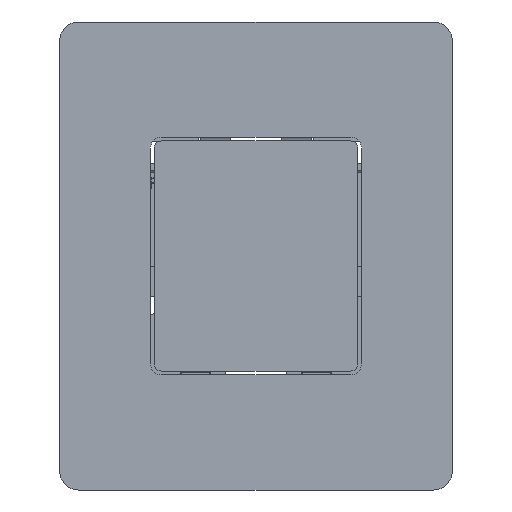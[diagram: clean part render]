
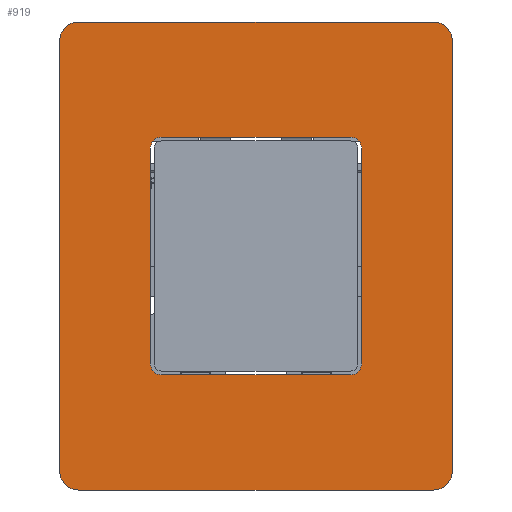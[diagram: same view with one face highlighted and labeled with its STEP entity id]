
A CAD part, front view. The second image highlights one B-rep face of the part: STEP entity #919.
In plain terms, the highlighted planar face has unit normal (0, -1, 0).
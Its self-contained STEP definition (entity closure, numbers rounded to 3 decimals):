
#460=CARTESIAN_POINT('',(47.,-2.,57.));
#461=DIRECTION('',(0.,-1.,0.));
#462=DIRECTION('',(1.,0.,0.));
#463=AXIS2_PLACEMENT_3D('',#460,#461,#462);
#468=DIRECTION('',(0.,0.,1.));
#469=VECTOR('',#468,114.);
#470=CARTESIAN_POINT('',(52.,-2.,-57.));
#471=LINE('5033',#470,#469);
#475=CARTESIAN_POINT('',(47.,-2.,-57.));
#476=DIRECTION('',(0.,-1.,0.));
#477=DIRECTION('',(0.,0.,-1.));
#478=AXIS2_PLACEMENT_3D('',#475,#476,#477);
#483=DIRECTION('',(1.,0.,0.));
#484=VECTOR('',#483,94.);
#485=CARTESIAN_POINT('',(-47.,-2.,-62.));
#486=LINE('5032',#485,#484);
#490=CARTESIAN_POINT('',(-47.,-2.,-57.));
#491=DIRECTION('',(0.,-1.,0.));
#492=DIRECTION('',(-1.,0.,0.));
#493=AXIS2_PLACEMENT_3D('',#490,#491,#492);
#498=DIRECTION('',(0.,0.,-1.));
#499=VECTOR('',#498,114.);
#500=CARTESIAN_POINT('',(-52.,-2.,57.));
#501=LINE('5031',#500,#499);
#505=CARTESIAN_POINT('',(-47.,-2.,57.));
#506=DIRECTION('',(0.,-1.,0.));
#507=DIRECTION('',(0.,0.,1.));
#508=AXIS2_PLACEMENT_3D('',#505,#506,#507);
#513=DIRECTION('',(-1.,0.,0.));
#514=VECTOR('',#513,94.);
#515=CARTESIAN_POINT('',(47.,-2.,62.));
#516=LINE('5034',#515,#514);
#520=DIRECTION('',(1.,0.,0.));
#521=VECTOR('',#520,50.);
#522=CARTESIAN_POINT('',(-25.,-2.,31.5));
#523=LINE('5190',#522,#521);
#527=DIRECTION('',(0.,0.,1.));
#528=VECTOR('',#527,57.);
#529=CARTESIAN_POINT('',(-28.,-2.,-28.5));
#530=LINE('5193',#529,#528);
#534=DIRECTION('',(-1.,0.,0.));
#535=VECTOR('',#534,50.);
#536=CARTESIAN_POINT('',(25.,-2.,-31.5));
#537=LINE('5192',#536,#535);
#541=DIRECTION('',(0.,0.,-1.));
#542=VECTOR('',#541,57.);
#543=CARTESIAN_POINT('',(28.,-2.,28.5));
#544=LINE('5191',#543,#542);
#570=CARTESIAN_POINT('',(25.,-2.,28.5));
#571=DIRECTION('',(0.,1.,0.));
#572=DIRECTION('',(0.,0.,1.));
#573=AXIS2_PLACEMENT_3D('',#570,#571,#572);
#600=CARTESIAN_POINT('',(25.,-2.,-28.5));
#601=DIRECTION('',(0.,1.,0.));
#602=DIRECTION('',(1.,0.,0.));
#603=AXIS2_PLACEMENT_3D('',#600,#601,#602);
#630=CARTESIAN_POINT('',(-25.,-2.,-28.5));
#631=DIRECTION('',(0.,1.,0.));
#632=DIRECTION('',(0.,0.,-1.));
#633=AXIS2_PLACEMENT_3D('',#630,#631,#632);
#660=CARTESIAN_POINT('',(-25.,-2.,28.5));
#661=DIRECTION('',(0.,1.,0.));
#662=DIRECTION('',(-1.,0.,0.));
#663=AXIS2_PLACEMENT_3D('',#660,#661,#662);
#672=CARTESIAN_POINT('',(52.,-2.,57.));
#673=VERTEX_POINT('',#672);
#674=CARTESIAN_POINT('',(47.,-2.,62.));
#675=VERTEX_POINT('',#674);
#680=CARTESIAN_POINT('',(-47.,-2.,62.));
#681=VERTEX_POINT('',#680);
#682=CARTESIAN_POINT('',(-52.,-2.,57.));
#683=VERTEX_POINT('',#682);
#688=CARTESIAN_POINT('',(47.,-2.,-62.));
#689=VERTEX_POINT('',#688);
#690=CARTESIAN_POINT('',(52.,-2.,-57.));
#691=VERTEX_POINT('',#690);
#696=CARTESIAN_POINT('',(-52.,-2.,-57.));
#697=VERTEX_POINT('',#696);
#698=CARTESIAN_POINT('',(-47.,-2.,-62.));
#699=VERTEX_POINT('',#698);
#701=CARTESIAN_POINT('',(28.,-2.,28.5));
#703=VERTEX_POINT('',#701);
#705=CARTESIAN_POINT('',(25.,-2.,31.5));
#707=VERTEX_POINT('',#705);
#709=CARTESIAN_POINT('',(-25.,-2.,31.5));
#711=VERTEX_POINT('',#709);
#713=CARTESIAN_POINT('',(-28.,-2.,28.5));
#715=VERTEX_POINT('',#713);
#717=CARTESIAN_POINT('',(-28.,-2.,-28.5));
#719=VERTEX_POINT('',#717);
#721=CARTESIAN_POINT('',(-25.,-2.,-31.5));
#723=VERTEX_POINT('',#721);
#725=CARTESIAN_POINT('',(25.,-2.,-31.5));
#727=VERTEX_POINT('',#725);
#729=CARTESIAN_POINT('',(28.,-2.,-28.5));
#731=VERTEX_POINT('',#729);
#886=CARTESIAN_POINT('',(0.,-2.,0.));
#887=DIRECTION('',(0.,-1.,0.));
#888=DIRECTION('',(1.,0.,0.));
#889=AXIS2_PLACEMENT_3D('',#886,#887,#888);
#890=PLANE('4887',#889);
#891=ORIENTED_EDGE('5013',*,*,#782,.F.);
#892=ORIENTED_EDGE('5033',*,*,#798,.F.);
#893=ORIENTED_EDGE('5021',*,*,#811,.F.);
#894=ORIENTED_EDGE('5032',*,*,#826,.F.);
#895=ORIENTED_EDGE('5025',*,*,#839,.F.);
#896=ORIENTED_EDGE('5031',*,*,#852,.F.);
#897=ORIENTED_EDGE('5017',*,*,#867,.F.);
#898=ORIENTED_EDGE('5034',*,*,#879,.F.);
#899=EDGE_LOOP('4887',(#891,#892,#893,#894,#895,#896,#897,#898));
#900=FACE_OUTER_BOUND('4887',#899,.F.);
#902=ORIENTED_EDGE('5190',*,*,#901,.F.);
#904=ORIENTED_EDGE('5197',*,*,#903,.F.);
#906=ORIENTED_EDGE('5193',*,*,#905,.F.);
#908=ORIENTED_EDGE('5199',*,*,#907,.F.);
#910=ORIENTED_EDGE('5192',*,*,#909,.F.);
#912=ORIENTED_EDGE('5201',*,*,#911,.F.);
#914=ORIENTED_EDGE('5191',*,*,#913,.F.);
#916=ORIENTED_EDGE('5195',*,*,#915,.F.);
#917=EDGE_LOOP('4887',(#902,#904,#906,#908,#910,#912,#914,#916));
#918=FACE_BOUND('4887',#917,.F.);
#919=ADVANCED_FACE('4887',(#900,#918),#890,.T.);
#464=CIRCLE('5013',#463,5.);
#479=CIRCLE('5021',#478,5.);
#494=CIRCLE('5025',#493,5.);
#509=CIRCLE('5017',#508,5.);
#574=CIRCLE('5195',#573,3.);
#604=CIRCLE('5201',#603,3.);
#634=CIRCLE('5199',#633,3.);
#664=CIRCLE('5197',#663,3.);
#782=EDGE_CURVE('5013',#673,#675,#464,.T.);
#798=EDGE_CURVE('5033',#691,#673,#471,.T.);
#811=EDGE_CURVE('5021',#689,#691,#479,.T.);
#826=EDGE_CURVE('5032',#699,#689,#486,.T.);
#839=EDGE_CURVE('5025',#697,#699,#494,.T.);
#852=EDGE_CURVE('5031',#683,#697,#501,.T.);
#867=EDGE_CURVE('5017',#681,#683,#509,.T.);
#879=EDGE_CURVE('5034',#675,#681,#516,.T.);
#901=EDGE_CURVE('5190',#711,#707,#523,.T.);
#903=EDGE_CURVE('5197',#715,#711,#664,.T.);
#905=EDGE_CURVE('5193',#719,#715,#530,.T.);
#907=EDGE_CURVE('5199',#723,#719,#634,.T.);
#909=EDGE_CURVE('5192',#727,#723,#537,.T.);
#911=EDGE_CURVE('5201',#731,#727,#604,.T.);
#913=EDGE_CURVE('5191',#703,#731,#544,.T.);
#915=EDGE_CURVE('5195',#707,#703,#574,.T.);
